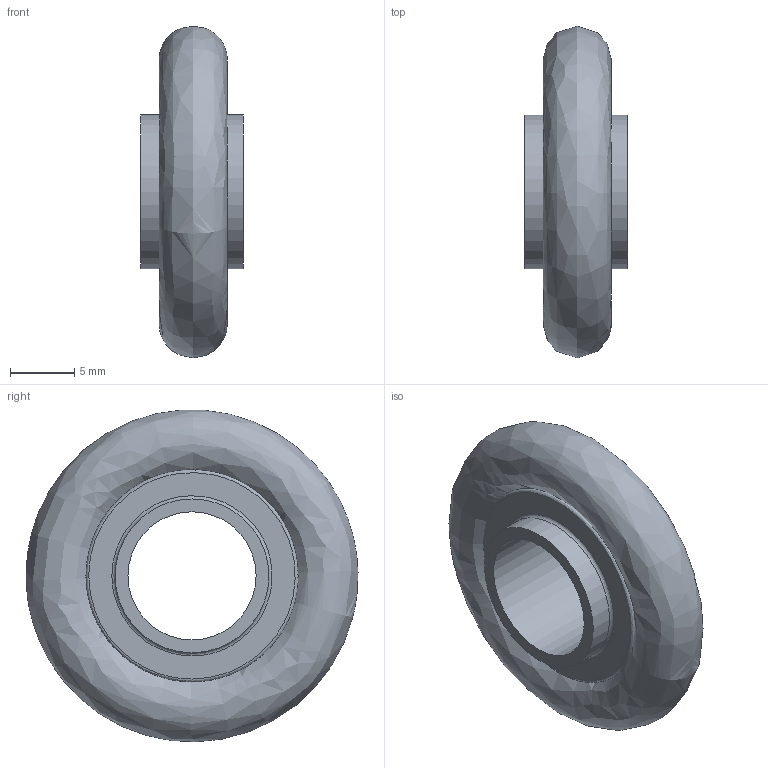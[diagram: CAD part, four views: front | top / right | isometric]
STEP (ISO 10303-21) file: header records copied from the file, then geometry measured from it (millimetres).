
FILE_DESCRIPTION (( 'STEP AP214' ), '1' );
FILE_NAME ('FULLVAC A1KF102.STEP', '2018-07-12T14:26:56', ( '' ), ( '' ), 'SwSTEP 2.0', 'SolidWorks 2017', '' );
FILE_SCHEMA (( 'AUTOMOTIVE_DESIGN' ));
Length unit declared in the file: millimetre
Products named in the file (3): FULLVAC A1KF102; 2^FULLVAC A1KF10; 1^FULLVAC A1KF10
Assembly tree (2 placements, depth 2):
  FULLVAC A1KF102
    1^FULLVAC A1KF10
    2^FULLVAC A1KF10
Bounding box: 8 x 25.9 x 25.87 mm (x, y, z)
Volume: 2046.5 mm3; surface area: 1947.2 mm2
Topology: 2 solids, 2 shells, 13 faces, 26 edges, 17 vertices
Faces by surface type: bspline 6, plane 4, cylinder 3
Full cylindrical faces by diameter (mm): 10 x1, 12 x2
Entity records: 2026 total; most frequent: CARTESIAN_POINT 1593, DIRECTION 40, ORIENTED_EDGE 24, EDGE_LOOP 24, UNCERTAINTY_MEASURE_WITH_UNIT 20, FACE_OUTER_BOUND 20, AXIS2_PLACEMENT_3D 20, COLOUR_RGB 17
